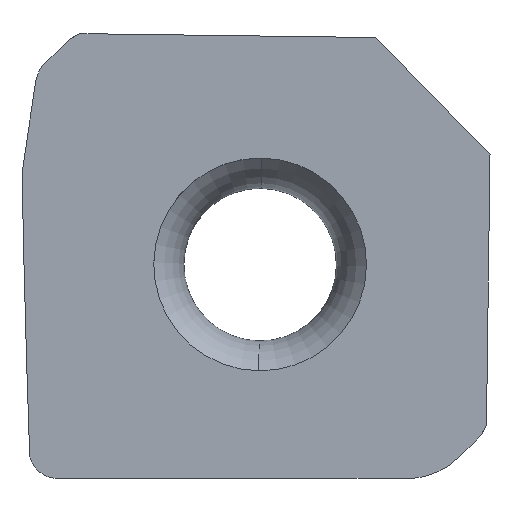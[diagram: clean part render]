
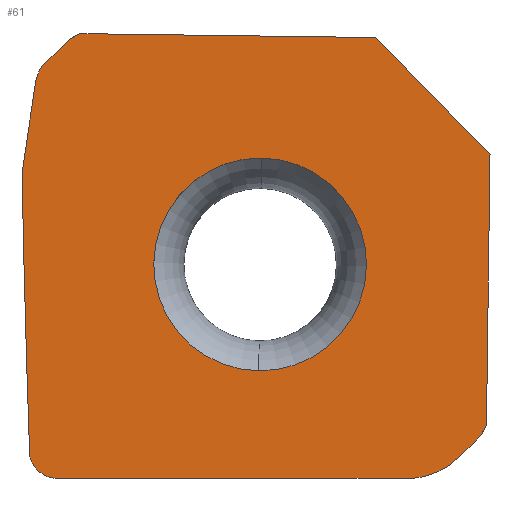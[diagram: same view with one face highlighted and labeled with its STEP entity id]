
A CAD part, top view. The second image highlights one B-rep face of the part: STEP entity #61.
In plain terms, the highlighted planar face has unit normal (0, 0, 1).
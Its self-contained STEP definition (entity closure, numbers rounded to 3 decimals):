
#49=FACE_BOUND('',#116,.T.);
#50=FACE_BOUND('',#117,.T.);
#55=ELLIPSE('',#566,1.422,1.352);
#61=ADVANCED_FACE('',(#49,#50),#85,.T.);
#85=PLANE('',#569);
#116=EDGE_LOOP('',(#150,#151,#152,#153,#154,#155,#156,#157,#158,#159,#160,
#161,#162));
#117=EDGE_LOOP('',(#163,#164));
#150=ORIENTED_EDGE('',*,*,#305,.F.);
#151=ORIENTED_EDGE('',*,*,#306,.F.);
#152=ORIENTED_EDGE('',*,*,#307,.F.);
#153=ORIENTED_EDGE('',*,*,#308,.F.);
#154=ORIENTED_EDGE('',*,*,#309,.F.);
#155=ORIENTED_EDGE('',*,*,#310,.F.);
#156=ORIENTED_EDGE('',*,*,#311,.F.);
#157=ORIENTED_EDGE('',*,*,#312,.T.);
#158=ORIENTED_EDGE('',*,*,#297,.F.);
#159=ORIENTED_EDGE('',*,*,#304,.T.);
#160=ORIENTED_EDGE('',*,*,#313,.F.);
#161=ORIENTED_EDGE('',*,*,#314,.F.);
#162=ORIENTED_EDGE('',*,*,#315,.F.);
#163=ORIENTED_EDGE('',*,*,#316,.F.);
#164=ORIENTED_EDGE('',*,*,#317,.F.);
#259=VERTEX_POINT('',#788);
#260=VERTEX_POINT('',#789);
#265=VERTEX_POINT('',#804);
#266=VERTEX_POINT('',#808);
#267=VERTEX_POINT('',#809);
#268=VERTEX_POINT('',#811);
#269=VERTEX_POINT('',#825);
#270=VERTEX_POINT('',#827);
#271=VERTEX_POINT('',#838);
#272=VERTEX_POINT('',#840);
#273=VERTEX_POINT('',#842);
#274=VERTEX_POINT('',#845);
#275=VERTEX_POINT('',#847);
#276=VERTEX_POINT('',#850);
#277=VERTEX_POINT('',#851);
#297=EDGE_CURVE('',#259,#260,#441,.T.);
#304=EDGE_CURVE('',#259,#265,#447,.T.);
#305=EDGE_CURVE('',#266,#267,#448,.T.);
#306=EDGE_CURVE('',#268,#266,#374,.T.);
#307=EDGE_CURVE('',#269,#268,#362,.T.);
#308=EDGE_CURVE('',#270,#269,#449,.T.);
#309=EDGE_CURVE('',#271,#270,#363,.T.);
#310=EDGE_CURVE('',#272,#271,#450,.T.);
#311=EDGE_CURVE('',#273,#272,#375,.T.);
#312=EDGE_CURVE('',#273,#260,#451,.T.);
#313=EDGE_CURVE('',#274,#265,#376,.T.);
#314=EDGE_CURVE('',#275,#274,#452,.T.);
#315=EDGE_CURVE('',#267,#275,#55,.T.);
#316=EDGE_CURVE('',#276,#277,#377,.T.);
#317=EDGE_CURVE('',#277,#276,#378,.T.);
#362=B_SPLINE_CURVE_WITH_KNOTS('',3,(#812,#813,#814,#815,#816,#817,#818,
#819,#820,#821,#822,#823,#824),.UNSPECIFIED.,.F.,.F.,(4,3,3,3,4),(0.,0.247,
0.493,0.742,1.),.UNSPECIFIED.);
#363=B_SPLINE_CURVE_WITH_KNOTS('',3,(#828,#829,#830,#831,#832,#833,#834,
#835,#836,#837),.UNSPECIFIED.,.F.,.F.,(4,3,3,4),(0.,0.258,0.695,
1.),.UNSPECIFIED.);
#374=CIRCLE('',#563,500.);
#375=CIRCLE('',#564,1.3);
#376=CIRCLE('',#565,1.3);
#377=CIRCLE('',#567,3.);
#378=CIRCLE('',#568,3.);
#441=LINE('',#787,#477);
#447=LINE('',#805,#483);
#448=LINE('',#807,#484);
#449=LINE('',#826,#485);
#450=LINE('',#839,#486);
#451=LINE('',#843,#487);
#452=LINE('',#846,#488);
#477=VECTOR('',#626,1.);
#483=VECTOR('',#634,1.);
#484=VECTOR('',#637,1.);
#485=VECTOR('',#640,1.);
#486=VECTOR('',#641,1.);
#487=VECTOR('',#644,1.);
#488=VECTOR('',#647,1.);
#563=AXIS2_PLACEMENT_3D('',#810,#638,#639);
#564=AXIS2_PLACEMENT_3D('',#841,#642,#643);
#565=AXIS2_PLACEMENT_3D('',#844,#645,#646);
#566=AXIS2_PLACEMENT_3D('',#848,#648,#649);
#567=AXIS2_PLACEMENT_3D('',#849,#650,#651);
#568=AXIS2_PLACEMENT_3D('',#852,#652,#653);
#569=AXIS2_PLACEMENT_3D('',#853,#654,#655);
#626=DIRECTION('',(0.698,-0.716,0.));
#634=DIRECTION('',(-1.,0.013,0.));
#637=DIRECTION('',(0.147,0.989,0.));
#638=DIRECTION('',(0.,0.,-1.));
#639=DIRECTION('',(-0.999,-0.035,0.));
#640=DIRECTION('',(-1.,0.,0.));
#641=DIRECTION('',(-0.716,-0.698,0.));
#642=DIRECTION('',(0.,0.,-1.));
#643=DIRECTION('',(0.919,-0.395,0.));
#644=DIRECTION('',(0.013,1.,0.));
#645=DIRECTION('',(0.,0.,-1.));
#646=DIRECTION('',(-0.698,0.716,0.));
#647=DIRECTION('',(0.716,0.698,0.));
#648=DIRECTION('',(0.,0.,-1.));
#649=DIRECTION('',(-0.995,0.101,0.));
#650=DIRECTION('',(0.,0.,1.));
#651=DIRECTION('',(-0.013,-1.,0.));
#652=DIRECTION('',(0.,0.,1.));
#653=DIRECTION('',(0.013,1.,0.));
#654=DIRECTION('',(0.,0.,1.));
#655=DIRECTION('',(0.013,1.,0.));
#787=CARTESIAN_POINT('',(3.26,6.399,0.));
#788=CARTESIAN_POINT('',(3.26,6.399,0.));
#789=CARTESIAN_POINT('',(6.482,3.091,0.));
#804=CARTESIAN_POINT('',(-5.08,6.508,0.));
#805=CARTESIAN_POINT('',(3.26,6.399,0.));
#807=CARTESIAN_POINT('',(-6.715,2.569,0.));
#808=CARTESIAN_POINT('',(-6.715,2.569,0.));
#809=CARTESIAN_POINT('',(-6.34,5.094,0.));
#810=CARTESIAN_POINT('',(493.193,12.145,0.));
#811=CARTESIAN_POINT('',(-6.499,-5.395,0.));
#812=CARTESIAN_POINT('',(-5.716,-6.033,0.));
#813=CARTESIAN_POINT('',(-5.805,-6.033,0.));
#814=CARTESIAN_POINT('',(-5.896,-6.017,0.));
#815=CARTESIAN_POINT('',(-5.981,-5.988,0.));
#816=CARTESIAN_POINT('',(-6.065,-5.958,0.));
#817=CARTESIAN_POINT('',(-6.145,-5.913,0.));
#818=CARTESIAN_POINT('',(-6.215,-5.858,0.));
#819=CARTESIAN_POINT('',(-6.286,-5.801,0.));
#820=CARTESIAN_POINT('',(-6.348,-5.732,0.));
#821=CARTESIAN_POINT('',(-6.395,-5.655,0.));
#822=CARTESIAN_POINT('',(-6.444,-5.576,0.));
#823=CARTESIAN_POINT('',(-6.48,-5.486,0.));
#824=CARTESIAN_POINT('',(-6.499,-5.395,0.));
#825=CARTESIAN_POINT('',(-5.716,-6.033,0.));
#826=CARTESIAN_POINT('',(4.172,-6.033,0.));
#827=CARTESIAN_POINT('',(4.172,-6.033,0.));
#828=CARTESIAN_POINT('',(5.568,-5.465,0.));
#829=CARTESIAN_POINT('',(5.473,-5.558,0.));
#830=CARTESIAN_POINT('',(5.368,-5.642,0.));
#831=CARTESIAN_POINT('',(5.256,-5.714,0.));
#832=CARTESIAN_POINT('',(5.068,-5.835,0.));
#833=CARTESIAN_POINT('',(4.857,-5.925,0.));
#834=CARTESIAN_POINT('',(4.64,-5.977,0.));
#835=CARTESIAN_POINT('',(4.487,-6.014,0.));
#836=CARTESIAN_POINT('',(4.329,-6.033,0.));
#837=CARTESIAN_POINT('',(4.172,-6.033,0.));
#838=CARTESIAN_POINT('',(5.568,-5.465,0.));
#839=CARTESIAN_POINT('',(6.095,-4.952,0.));
#840=CARTESIAN_POINT('',(6.095,-4.952,0.));
#841=CARTESIAN_POINT('',(5.188,-4.021,0.));
#842=CARTESIAN_POINT('',(6.382,-4.534,0.));
#843=CARTESIAN_POINT('',(6.382,-4.534,0.));
#844=CARTESIAN_POINT('',(-4.585,5.306,0.));
#845=CARTESIAN_POINT('',(-5.492,6.237,0.));
#846=CARTESIAN_POINT('',(-6.161,5.586,0.));
#847=CARTESIAN_POINT('',(-6.161,5.586,0.));
#848=CARTESIAN_POINT('',(-4.933,4.893,0.));
#849=CARTESIAN_POINT('',(0.,0.,0.));
#850=CARTESIAN_POINT('',(-0.039,-3.,0.));
#851=CARTESIAN_POINT('',(0.039,3.,0.));
#852=CARTESIAN_POINT('',(0.,0.,0.));
#853=CARTESIAN_POINT('',(0.,0.,0.));
